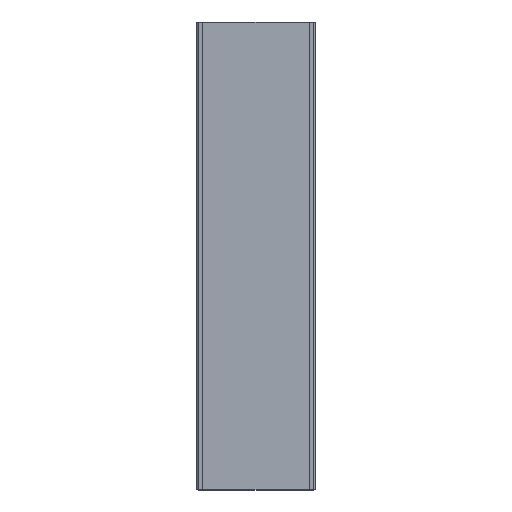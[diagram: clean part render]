
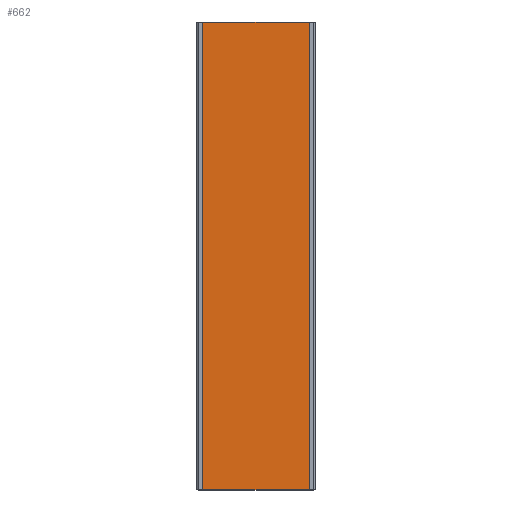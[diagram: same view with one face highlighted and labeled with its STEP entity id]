
A CAD part, top view. The second image highlights one B-rep face of the part: STEP entity #662.
In plain terms, the highlighted planar face has unit normal (0, 0, 1).
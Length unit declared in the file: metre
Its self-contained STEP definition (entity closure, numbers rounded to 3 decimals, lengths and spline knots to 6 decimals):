
#102=ORIENTED_EDGE('',*,*,#261,.T.);
#103=ORIENTED_EDGE('',*,*,#266,.F.);
#104=ORIENTED_EDGE('',*,*,#257,.F.);
#105=ORIENTED_EDGE('',*,*,#267,.T.);
#257=EDGE_CURVE('',#340,#342,#391,.F.);
#261=EDGE_CURVE('',#346,#344,#395,.F.);
#266=EDGE_CURVE('',#342,#344,#400,.T.);
#267=EDGE_CURVE('',#340,#346,#401,.F.);
#340=VERTEX_POINT('',#1029);
#342=VERTEX_POINT('',#1032);
#344=VERTEX_POINT('',#1038);
#346=VERTEX_POINT('',#1041);
#391=LINE('',#1031,#451);
#395=LINE('',#1040,#455);
#400=LINE('',#1049,#460);
#401=LINE('',#1050,#461);
#451=VECTOR('',#824,1.);
#455=VECTOR('',#830,1.);
#460=VECTOR('',#839,1.);
#461=VECTOR('',#840,1.);
#517=EDGE_LOOP('',(#102,#103,#104,#105));
#579=FACE_BOUND('',#517,.T.);
#629=PLANE('',#725);
#662=ADVANCED_FACE('',(#579),#629,.F.);
#725=AXIS2_PLACEMENT_3D('',#1048,#837,#838);
#824=DIRECTION('',(-1.,0.,0.));
#830=DIRECTION('',(-1.,0.,0.));
#837=DIRECTION('',(0.,0.,-1.));
#838=DIRECTION('',(-1.,0.,0.));
#839=DIRECTION('',(0.,-1.,0.));
#840=DIRECTION('',(0.,1.,0.));
#1029=CARTESIAN_POINT('',(0.0045,0.,0.0015));
#1031=CARTESIAN_POINT('',(0.1515,0.,0.0015));
#1032=CARTESIAN_POINT('',(0.2985,0.,0.0015));
#1038=CARTESIAN_POINT('',(0.2985,-1.2,0.0015));
#1040=CARTESIAN_POINT('',(0.1515,-1.2,0.0015));
#1041=CARTESIAN_POINT('',(0.0045,-1.2,0.0015));
#1048=CARTESIAN_POINT('',(0.1515,0.,0.0015));
#1049=CARTESIAN_POINT('',(0.2985,0.,0.0015));
#1050=CARTESIAN_POINT('',(0.0045,0.,0.0015));
